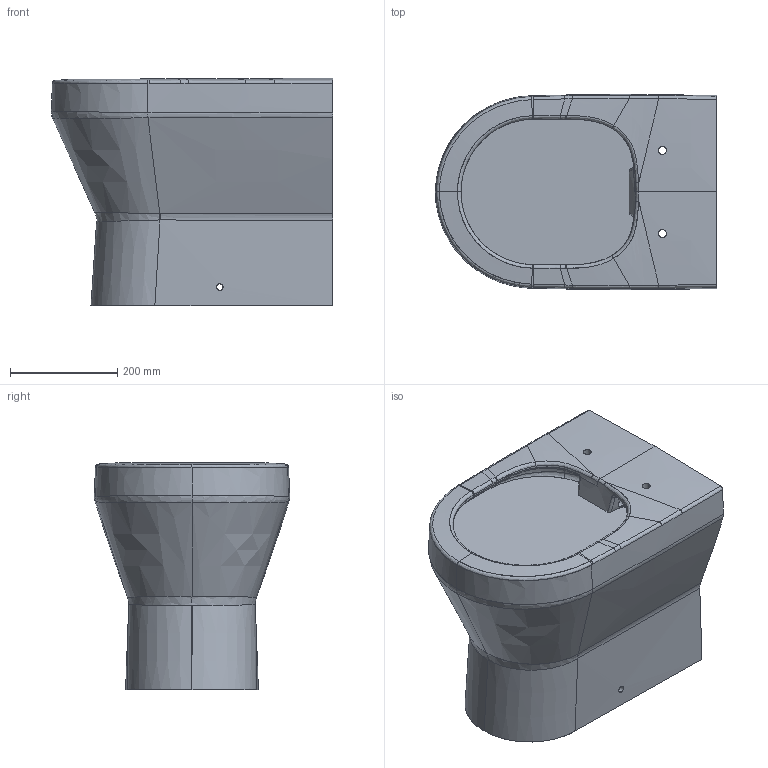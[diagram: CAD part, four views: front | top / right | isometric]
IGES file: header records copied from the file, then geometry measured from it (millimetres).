
Start section:  PTC IGES file: w278.igs
Global section: file name: w278.igs; native system: Creo Parametric by PTC Inc.; preprocessor: 2018400; author: Administrator; organization: Unknown; date: 20200422.171749; units: millimetre
Bounding box: 523.75 x 363.7 x 424.12 mm (x, y, z)
Surface area: 1451357 mm2 (no closed solid volume)
Topology: 0 solids, 0 shells, 322 faces, 1638 edges, 1634 vertices
Faces by surface type: bspline 271, revolution 42, extrusion 9
